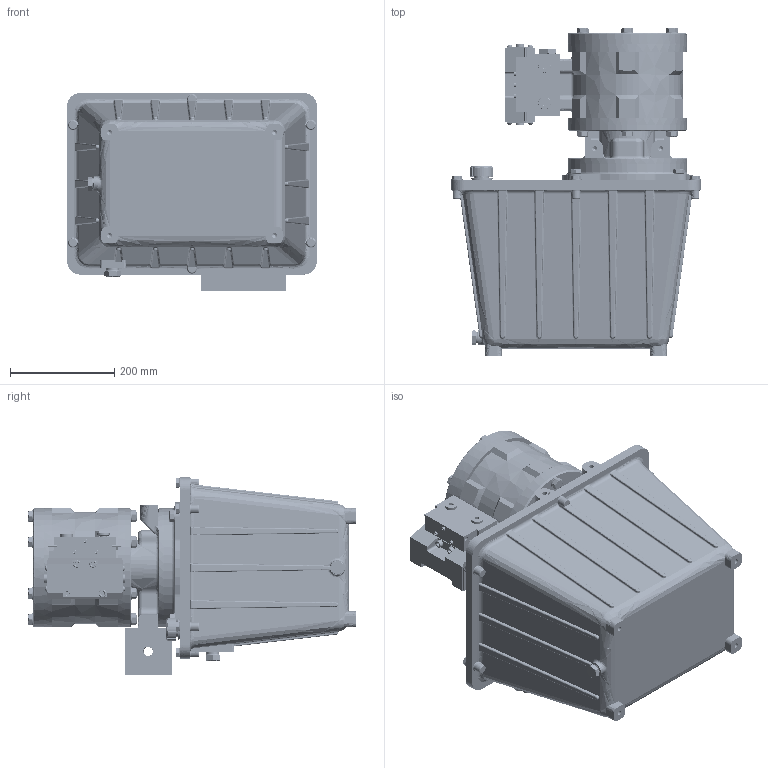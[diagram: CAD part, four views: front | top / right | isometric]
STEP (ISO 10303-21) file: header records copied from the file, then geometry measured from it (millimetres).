
FILE_DESCRIPTION(('FreeCAD Model'),'2;1');
FILE_NAME('Open CASCADE Shape Model','2025-05-08T01:19:34',('FreeCAD'),( 'FreeCAD'),'Open CASCADE STEP processor 7.6','FreeCAD','Unknown');
FILE_SCHEMA(('AUTOMOTIVE_DESIGN { 1 0 10303 214 1 1 1 1 }'));
Products named in the file (1): Open CASCADE STEP translator 7.6 1
Bounding box: 480.22 x 630.23 x 380.39 mm (x, y, z)
Volume: 16773626.2 mm3; surface area: 2497632.8 mm2
Topology: 78 solids, 78 shells, 4975 faces, 12834 edges, 8236 vertices
Faces by surface type: bspline 4975
Entity records: 292864 total; most frequent: CARTESIAN_POINT 222362, ORIENTED_EDGE 25564, EDGE_CURVE 12782, VERTEX_POINT 8236, B_SPLINE_CURVE_WITH_KNOTS 6607, FACE_BOUND 5374, EDGE_LOOP 5374, ADVANCED_FACE 4975
